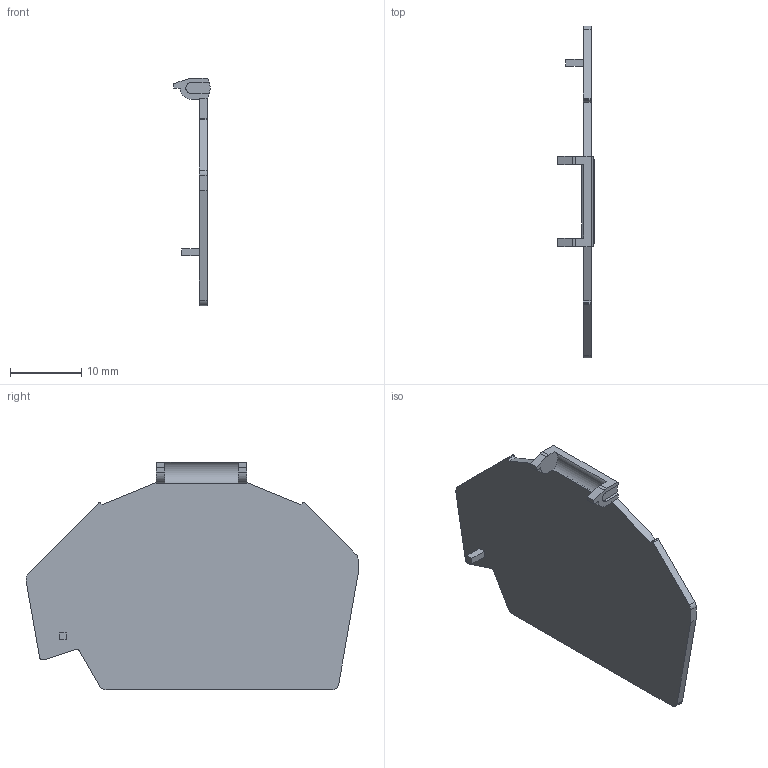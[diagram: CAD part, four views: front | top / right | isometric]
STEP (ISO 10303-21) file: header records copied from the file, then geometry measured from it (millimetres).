
FILE_DESCRIPTION(('CATIA V5R24 STEP','CAx-IF Rec.Pracs.--- Model Styling and Organization---1.2---2011-12-15'),'2;1');
FILE_NAME ('362392_1', '2016-12-07T12:28:31+00:00', ('Weidmueller Interface'), ('Weidmueller'), 'CATIA Version 5-6 Release 2014 SP4 HF52', 'CATIA V5 STEP AP214', 'none');
FILE_SCHEMA(('AUTOMOTIVE_DESIGN { 1 0 10303 214 1 1 1 1 }'));
Length unit declared in the file: millimetre
Products named in the file (1): v5-standard_part
Bounding box: 5.12 x 46.7 x 32.05 mm (x, y, z)
Volume: 1291.4 mm3; surface area: 2550.9 mm2
Topology: 1 solids, 1 shells, 59 faces, 166 edges, 110 vertices
Faces by surface type: plane 37, cylinder 22
Entity records: 1908 total; most frequent: CARTESIAN_POINT 350, ORIENTED_EDGE 332, DIRECTION 287, EDGE_CURVE 166, VECTOR 118, LINE 118, VERTEX_POINT 110, AXIS2_PLACEMENT_3D 108
